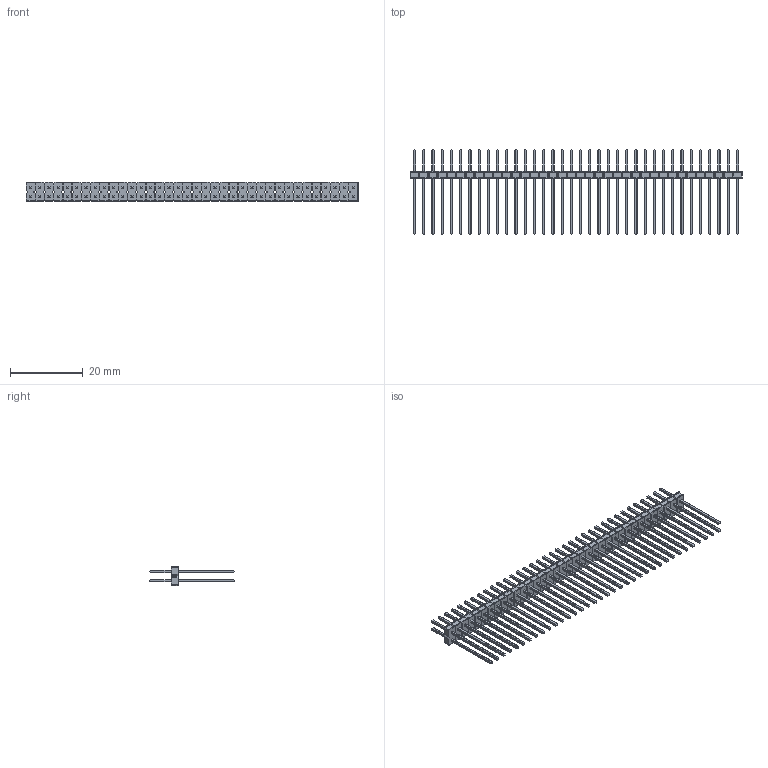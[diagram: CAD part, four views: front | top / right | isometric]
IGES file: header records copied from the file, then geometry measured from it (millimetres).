
Start section: SolidWorks IGES file using analytic representation for surfaces
Global section: file name: 929836-05-36.IGS; native system: SolidWorks 2014; preprocessor: SolidWorks 2014; author: susan_ahlfs; date: 171130.142619; units: millimetre
Bounding box: 91.44 x 23.38 x 5.46 mm (x, y, z)
Surface area: 5874.9 mm2 (no closed solid volume)
Topology: 0 solids, 0 shells, 9266 faces, 42682 edges, 41530 vertices
Faces by surface type: revolution 6821, bspline 2445
